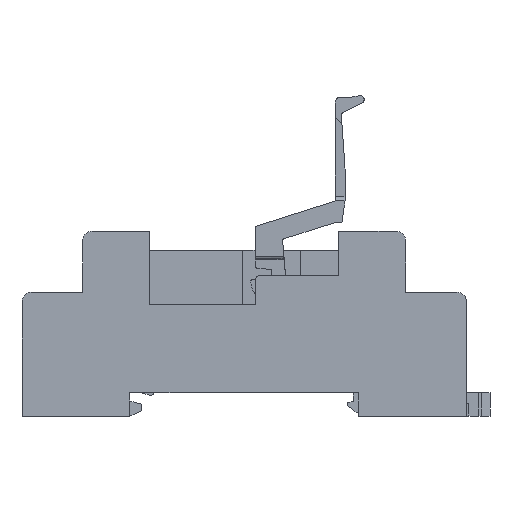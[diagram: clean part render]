
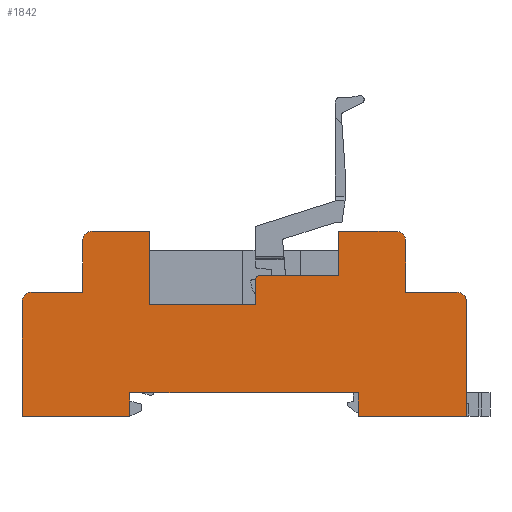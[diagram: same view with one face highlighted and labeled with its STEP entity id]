
A CAD part, left-side view. The second image highlights one B-rep face of the part: STEP entity #1842.
In plain terms, the highlighted planar face has unit normal (-1, 0, 0).
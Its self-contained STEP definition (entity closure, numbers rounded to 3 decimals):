
#1679=AXIS2_PLACEMENT_3D('Plane Axis2P3D',#1676,#1677,#1678) ;
#1690=AXIS2_PLACEMENT_3D('Circle Axis2P3D',#1688,#1689,$) ;
#1711=AXIS2_PLACEMENT_3D('Circle Axis2P3D',#1709,#1710,$) ;
#1767=AXIS2_PLACEMENT_3D('Circle Axis2P3D',#1765,#1766,$) ;
#1788=AXIS2_PLACEMENT_3D('Circle Axis2P3D',#1786,#1787,$) ;
#1800=AXIS2_PLACEMENT_3D('Circle Axis2P3D',#1798,#1799,$) ;
#640=CARTESIAN_POINT('Vertex',(0.,23.7,22.)) ;
#645=CARTESIAN_POINT('Line Origine',(0.,23.7,25.5)) ;
#649=CARTESIAN_POINT('Vertex',(0.,23.7,29.)) ;
#871=CARTESIAN_POINT('Vertex',(0.,53.3,29.)) ;
#874=CARTESIAN_POINT('Line Origine',(0.,53.3,23.25)) ;
#878=CARTESIAN_POINT('Vertex',(0.,53.3,17.5)) ;
#1658=CARTESIAN_POINT('Vertex',(0.,36.2,22.)) ;
#1661=CARTESIAN_POINT('Line Origine',(0.,29.95,22.)) ;
#1676=CARTESIAN_POINT('Axis2P3D Location',(0.,36.2,21.5)) ;
#1681=CARTESIAN_POINT('Line Origine',(0.,57.8,29.)) ;
#1685=CARTESIAN_POINT('Vertex',(0.,62.3,29.)) ;
#1688=CARTESIAN_POINT('Axis2P3D Location',(0.,62.3,27.5)) ;
#1692=CARTESIAN_POINT('Vertex',(0.,63.8,27.5)) ;
#1695=CARTESIAN_POINT('Line Origine',(0.,63.8,23.475)) ;
#1699=CARTESIAN_POINT('Vertex',(0.,63.8,19.45)) ;
#1702=CARTESIAN_POINT('Line Origine',(0.,67.8,19.45)) ;
#1706=CARTESIAN_POINT('Vertex',(0.,71.8,19.45)) ;
#1709=CARTESIAN_POINT('Axis2P3D Location',(0.,71.8,17.95)) ;
#1713=CARTESIAN_POINT('Vertex',(0.,73.3,17.95)) ;
#1716=CARTESIAN_POINT('Line Origine',(0.,73.3,8.975)) ;
#1720=CARTESIAN_POINT('Vertex',(0.,73.3,0.)) ;
#1723=CARTESIAN_POINT('Line Origine',(0.,64.85,0.)) ;
#1727=CARTESIAN_POINT('Vertex',(0.,56.4,0.)) ;
#1730=CARTESIAN_POINT('Line Origine',(0.,56.4,1.85)) ;
#1734=CARTESIAN_POINT('Vertex',(0.,56.4,3.7)) ;
#1737=CARTESIAN_POINT('Line Origine',(0.,38.5,3.7)) ;
#1741=CARTESIAN_POINT('Vertex',(0.,20.6,3.7)) ;
#1744=CARTESIAN_POINT('Line Origine',(0.,20.6,1.85)) ;
#1748=CARTESIAN_POINT('Vertex',(0.,20.6,0.)) ;
#1751=CARTESIAN_POINT('Line Origine',(0.,12.15,0.)) ;
#1755=CARTESIAN_POINT('Vertex',(0.,3.7,0.)) ;
#1758=CARTESIAN_POINT('Line Origine',(0.,3.7,8.975)) ;
#1762=CARTESIAN_POINT('Vertex',(0.,3.7,17.95)) ;
#1765=CARTESIAN_POINT('Axis2P3D Location',(0.,5.2,17.95)) ;
#1769=CARTESIAN_POINT('Vertex',(0.,5.2,19.45)) ;
#1772=CARTESIAN_POINT('Line Origine',(0.,9.2,19.45)) ;
#1776=CARTESIAN_POINT('Vertex',(0.,13.2,19.45)) ;
#1779=CARTESIAN_POINT('Line Origine',(0.,13.2,23.475)) ;
#1783=CARTESIAN_POINT('Vertex',(0.,13.2,27.5)) ;
#1786=CARTESIAN_POINT('Axis2P3D Location',(0.,14.7,27.5)) ;
#1790=CARTESIAN_POINT('Vertex',(0.,14.7,29.)) ;
#1793=CARTESIAN_POINT('Line Origine',(0.,19.2,29.)) ;
#1798=CARTESIAN_POINT('Axis2P3D Location',(0.,36.2,21.5)) ;
#1802=CARTESIAN_POINT('Vertex',(0.,36.7,21.5)) ;
#1805=CARTESIAN_POINT('Line Origine',(0.,36.7,19.5)) ;
#1809=CARTESIAN_POINT('Vertex',(0.,36.7,17.5)) ;
#1812=CARTESIAN_POINT('Line Origine',(0.,45.,17.5)) ;
#646=DIRECTION('Vector Direction',(0.,0.,-1.)) ;
#875=DIRECTION('Vector Direction',(0.,0.,-1.)) ;
#1662=DIRECTION('Vector Direction',(0.,-1.,0.)) ;
#1677=DIRECTION('Axis2P3D Direction',(-1.,0.,0.)) ;
#1678=DIRECTION('Axis2P3D XDirection',(0.,-1.,0.)) ;
#1682=DIRECTION('Vector Direction',(0.,-1.,0.)) ;
#1689=DIRECTION('Axis2P3D Direction',(-1.,0.,0.)) ;
#1696=DIRECTION('Vector Direction',(0.,0.,1.)) ;
#1703=DIRECTION('Vector Direction',(0.,-1.,0.)) ;
#1710=DIRECTION('Axis2P3D Direction',(-1.,0.,0.)) ;
#1717=DIRECTION('Vector Direction',(0.,0.,1.)) ;
#1724=DIRECTION('Vector Direction',(0.,1.,0.)) ;
#1731=DIRECTION('Vector Direction',(0.,0.,1.)) ;
#1738=DIRECTION('Vector Direction',(0.,-1.,0.)) ;
#1745=DIRECTION('Vector Direction',(0.,0.,-1.)) ;
#1752=DIRECTION('Vector Direction',(0.,-1.,0.)) ;
#1759=DIRECTION('Vector Direction',(0.,0.,-1.)) ;
#1766=DIRECTION('Axis2P3D Direction',(-1.,0.,0.)) ;
#1773=DIRECTION('Vector Direction',(0.,-1.,0.)) ;
#1780=DIRECTION('Vector Direction',(0.,0.,-1.)) ;
#1787=DIRECTION('Axis2P3D Direction',(-1.,0.,0.)) ;
#1794=DIRECTION('Vector Direction',(0.,1.,0.)) ;
#1799=DIRECTION('Axis2P3D Direction',(-1.,0.,0.)) ;
#1806=DIRECTION('Vector Direction',(0.,0.,1.)) ;
#1813=DIRECTION('Vector Direction',(0.,-1.,0.)) ;
#647=VECTOR('Line Direction',#646,1.) ;
#876=VECTOR('Line Direction',#875,1.) ;
#1663=VECTOR('Line Direction',#1662,1.) ;
#1683=VECTOR('Line Direction',#1682,1.) ;
#1697=VECTOR('Line Direction',#1696,1.) ;
#1704=VECTOR('Line Direction',#1703,1.) ;
#1718=VECTOR('Line Direction',#1717,1.) ;
#1725=VECTOR('Line Direction',#1724,1.) ;
#1732=VECTOR('Line Direction',#1731,1.) ;
#1739=VECTOR('Line Direction',#1738,1.) ;
#1746=VECTOR('Line Direction',#1745,1.) ;
#1753=VECTOR('Line Direction',#1752,1.) ;
#1760=VECTOR('Line Direction',#1759,1.) ;
#1774=VECTOR('Line Direction',#1773,1.) ;
#1781=VECTOR('Line Direction',#1780,1.) ;
#1795=VECTOR('Line Direction',#1794,1.) ;
#1807=VECTOR('Line Direction',#1806,1.) ;
#1814=VECTOR('Line Direction',#1813,1.) ;
#1818=ORIENTED_EDGE('',*,*,#880,.T.) ;
#1819=ORIENTED_EDGE('',*,*,#1687,.F.) ;
#1820=ORIENTED_EDGE('',*,*,#1694,.T.) ;
#1821=ORIENTED_EDGE('',*,*,#1701,.T.) ;
#1822=ORIENTED_EDGE('',*,*,#1708,.F.) ;
#1823=ORIENTED_EDGE('',*,*,#1715,.T.) ;
#1824=ORIENTED_EDGE('',*,*,#1722,.T.) ;
#1825=ORIENTED_EDGE('',*,*,#1729,.F.) ;
#1826=ORIENTED_EDGE('',*,*,#1736,.T.) ;
#1827=ORIENTED_EDGE('',*,*,#1743,.T.) ;
#1828=ORIENTED_EDGE('',*,*,#1750,.F.) ;
#1829=ORIENTED_EDGE('',*,*,#1757,.F.) ;
#1830=ORIENTED_EDGE('',*,*,#1764,.T.) ;
#1831=ORIENTED_EDGE('',*,*,#1771,.T.) ;
#1832=ORIENTED_EDGE('',*,*,#1778,.F.) ;
#1833=ORIENTED_EDGE('',*,*,#1785,.T.) ;
#1834=ORIENTED_EDGE('',*,*,#1792,.T.) ;
#1835=ORIENTED_EDGE('',*,*,#1797,.T.) ;
#1836=ORIENTED_EDGE('',*,*,#651,.T.) ;
#1837=ORIENTED_EDGE('',*,*,#1665,.T.) ;
#1838=ORIENTED_EDGE('',*,*,#1804,.T.) ;
#1839=ORIENTED_EDGE('',*,*,#1811,.T.) ;
#1840=ORIENTED_EDGE('',*,*,#1816,.T.) ;
#1842=ADVANCED_FACE('SOCKEL',(#1841),#1680,.T.) ;
#1691=CIRCLE('generated circle',#1690,1.5) ;
#1712=CIRCLE('generated circle',#1711,1.5) ;
#1768=CIRCLE('generated circle',#1767,1.5) ;
#1789=CIRCLE('generated circle',#1788,1.5) ;
#1801=CIRCLE('generated circle',#1800,0.5) ;
#651=EDGE_CURVE('',#650,#641,#648,.T.) ;
#880=EDGE_CURVE('',#879,#872,#877,.F.) ;
#1665=EDGE_CURVE('',#641,#1659,#1664,.F.) ;
#1687=EDGE_CURVE('',#1686,#872,#1684,.T.) ;
#1694=EDGE_CURVE('',#1686,#1693,#1691,.T.) ;
#1701=EDGE_CURVE('',#1693,#1700,#1698,.F.) ;
#1708=EDGE_CURVE('',#1707,#1700,#1705,.T.) ;
#1715=EDGE_CURVE('',#1707,#1714,#1712,.T.) ;
#1722=EDGE_CURVE('',#1714,#1721,#1719,.F.) ;
#1729=EDGE_CURVE('',#1728,#1721,#1726,.T.) ;
#1736=EDGE_CURVE('',#1728,#1735,#1733,.T.) ;
#1743=EDGE_CURVE('',#1735,#1742,#1740,.T.) ;
#1750=EDGE_CURVE('',#1749,#1742,#1747,.F.) ;
#1757=EDGE_CURVE('',#1756,#1749,#1754,.F.) ;
#1764=EDGE_CURVE('',#1756,#1763,#1761,.F.) ;
#1771=EDGE_CURVE('',#1763,#1770,#1768,.T.) ;
#1778=EDGE_CURVE('',#1777,#1770,#1775,.T.) ;
#1785=EDGE_CURVE('',#1777,#1784,#1782,.F.) ;
#1792=EDGE_CURVE('',#1784,#1791,#1789,.T.) ;
#1797=EDGE_CURVE('',#1791,#650,#1796,.T.) ;
#1804=EDGE_CURVE('',#1659,#1803,#1801,.T.) ;
#1811=EDGE_CURVE('',#1803,#1810,#1808,.F.) ;
#1816=EDGE_CURVE('',#1810,#879,#1815,.F.) ;
#1817=EDGE_LOOP('',(#1818,#1819,#1820,#1821,#1822,#1823,#1824,#1825,#1826,#1827,#1828,#1829,#1830,#1831,#1832,#1833,#1834,#1835,#1836,#1837,#1838,#1839,#1840)) ;
#1841=FACE_OUTER_BOUND('',#1817,.T.) ;
#648=LINE('Line',#645,#647) ;
#877=LINE('Line',#874,#876) ;
#1664=LINE('Line',#1661,#1663) ;
#1684=LINE('Line',#1681,#1683) ;
#1698=LINE('Line',#1695,#1697) ;
#1705=LINE('Line',#1702,#1704) ;
#1719=LINE('Line',#1716,#1718) ;
#1726=LINE('Line',#1723,#1725) ;
#1733=LINE('Line',#1730,#1732) ;
#1740=LINE('Line',#1737,#1739) ;
#1747=LINE('Line',#1744,#1746) ;
#1754=LINE('Line',#1751,#1753) ;
#1761=LINE('Line',#1758,#1760) ;
#1775=LINE('Line',#1772,#1774) ;
#1782=LINE('Line',#1779,#1781) ;
#1796=LINE('Line',#1793,#1795) ;
#1808=LINE('Line',#1805,#1807) ;
#1815=LINE('Line',#1812,#1814) ;
#1680=PLANE('',#1679) ;
#641=VERTEX_POINT('',#640) ;
#650=VERTEX_POINT('',#649) ;
#872=VERTEX_POINT('',#871) ;
#879=VERTEX_POINT('',#878) ;
#1659=VERTEX_POINT('',#1658) ;
#1686=VERTEX_POINT('',#1685) ;
#1693=VERTEX_POINT('',#1692) ;
#1700=VERTEX_POINT('',#1699) ;
#1707=VERTEX_POINT('',#1706) ;
#1714=VERTEX_POINT('',#1713) ;
#1721=VERTEX_POINT('',#1720) ;
#1728=VERTEX_POINT('',#1727) ;
#1735=VERTEX_POINT('',#1734) ;
#1742=VERTEX_POINT('',#1741) ;
#1749=VERTEX_POINT('',#1748) ;
#1756=VERTEX_POINT('',#1755) ;
#1763=VERTEX_POINT('',#1762) ;
#1770=VERTEX_POINT('',#1769) ;
#1777=VERTEX_POINT('',#1776) ;
#1784=VERTEX_POINT('',#1783) ;
#1791=VERTEX_POINT('',#1790) ;
#1803=VERTEX_POINT('',#1802) ;
#1810=VERTEX_POINT('',#1809) ;
